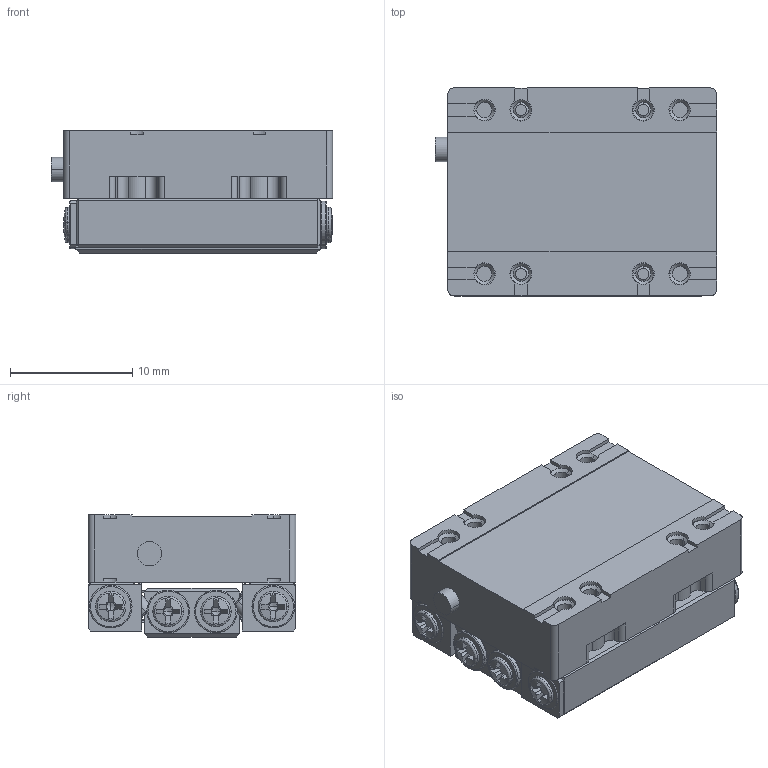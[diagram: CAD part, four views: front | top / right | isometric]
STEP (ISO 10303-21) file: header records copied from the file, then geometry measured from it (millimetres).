
FILE_DESCRIPTION (( 'STEP AP214' ), '1' );
FILE_NAME ('YFZL01-010002 1720眻盄萇儂.STEP', '2025-11-11T06:02:44', ( '' ), ( '' ), 'SwSTEP 2.0', 'SolidWorks 2022', '' );
FILE_SCHEMA (( 'AUTOMOTIVE_DESIGN' ));
Length unit declared in the file: millimetre
Products named in the file (9): YFZL01-012002 挡片; YFZL01-011401 M1.6×5十字螺钉; DG2; DG1; DG3; YFZL01-010002 1720直线电机; YFZL01-011101 GD; YFZL01-010103 ZD_挖孔+开顶孔; 导轨组件
Assembly tree (14 placements, depth 4):
  YFZL01-010002 1720直线电机
    YFZL01-010103 ZD_挖孔+开顶孔
    导轨组件
      YFZL01-011101 GD
        DG1
        DG2  x2
        DG3  x2
      YFZL01-012002 挡片  x2
    YFZL01-011401 M1.6×5十字螺钉  x4
Bounding box: 23 x 17 x 10 mm (x, y, z)
Volume: 3165.5 mm3; surface area: 3551 mm2
Topology: 12 solids, 20 shells, 1189 faces, 2884 edges, 1762 vertices
Faces by surface type: plane 593, cylinder 312, cone 152, torus 116, sphere 16
Entity records: 23107 total; most frequent: CARTESIAN_POINT 4585, DIRECTION 3945, ORIENTED_EDGE 3700, EDGE_CURVE 1850, AXIS2_PLACEMENT_3D 1518, VERTEX_POINT 1146, VECTOR 909, LINE 909
